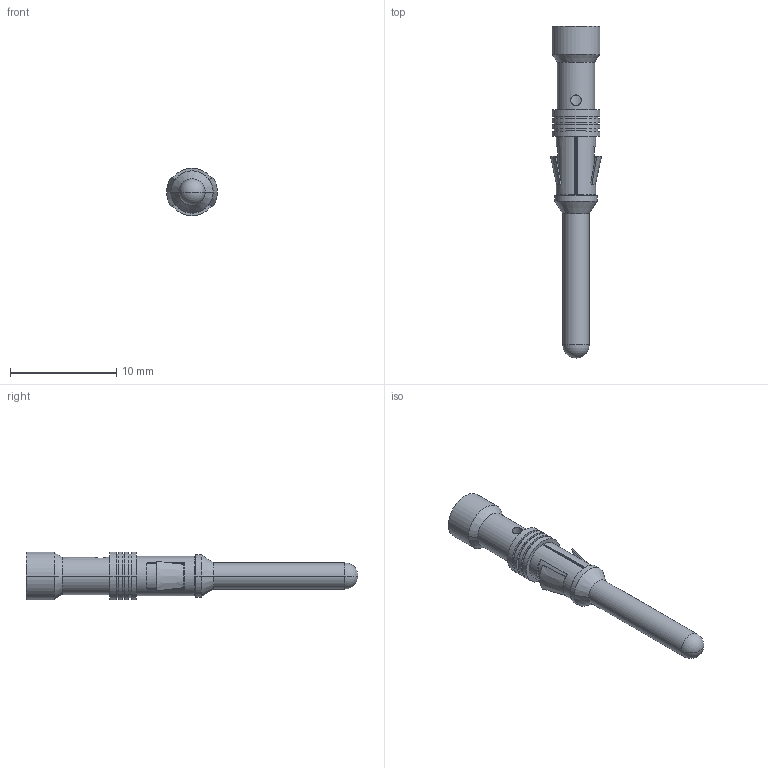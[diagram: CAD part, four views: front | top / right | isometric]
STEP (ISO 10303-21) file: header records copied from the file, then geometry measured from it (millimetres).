
FILE_DESCRIPTION((''),'2;1');
FILE_NAME('PRT0001','2017-08-16T',('zq.xu'),(''),'PRO/ENGINEER BY PARAMETRIC TECHNOLOGY CORPORATION, 2012480','PRO/ENGINEER BY PARAMETRIC TECHNOLOGY CORPORATION, 2012480','');
FILE_SCHEMA(('AUTOMOTIVE_DESIGN { 1 0 10303 214 1 1 1 1 }'));
Length unit declared in the file: millimetre
Products named in the file (1): PRT0001
Bounding box: 4.8 x 31.3 x 4.5 mm (x, y, z)
Volume: 238.3 mm3; surface area: 458.1 mm2
Topology: 1 solids, 1 shells, 90 faces, 219 edges, 138 vertices
Faces by surface type: plane 39, cylinder 31, cone 14, torus 4, sphere 2
Entity records: 2759 total; most frequent: DIRECTION 504, CARTESIAN_POINT 496, ORIENTED_EDGE 430, EDGE_CURVE 215, AXIS2_PLACEMENT_3D 204, VERTEX_POINT 138, CIRCLE 114, EDGE_LOOP 103
